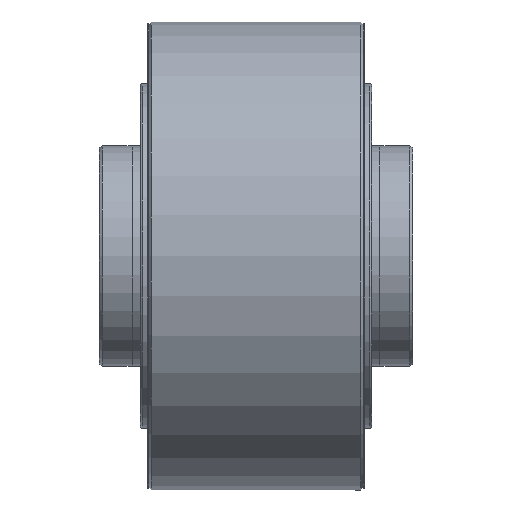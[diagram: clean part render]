
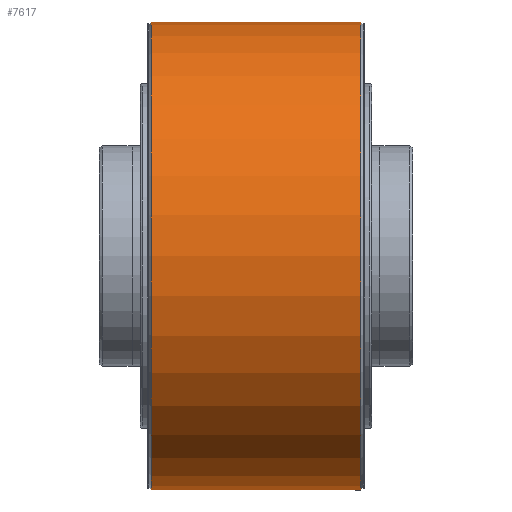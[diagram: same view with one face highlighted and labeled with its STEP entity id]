
A CAD part, top view. The second image highlights one B-rep face of the part: STEP entity #7617.
In plain terms, the highlighted cylindrical face has radius 85 mm (diameter 170 mm), a partial arc.
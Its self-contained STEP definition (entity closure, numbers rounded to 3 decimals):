
#6856=CARTESIAN_POINT('',(-38.,0.,0.));
#6857=DIRECTION('',(1.,0.,0.));
#6858=DIRECTION('',(0.,1.,0.));
#6859=AXIS2_PLACEMENT_3D('',#6856,#6857,#6858);
#6861=CARTESIAN_POINT('',(-38.,0.,0.));
#6862=DIRECTION('',(1.,0.,0.));
#6863=DIRECTION('',(0.,0.,1.));
#6864=AXIS2_PLACEMENT_3D('',#6861,#6862,#6863);
#6884=DIRECTION('',(-1.,0.,0.));
#6885=VECTOR('',#6884,76.);
#6886=CARTESIAN_POINT('',(38.,85.,0.));
#6887=LINE('',#6886,#6885);
#7042=CARTESIAN_POINT('',(38.,0.,0.));
#7043=DIRECTION('',(-1.,0.,0.));
#7044=DIRECTION('',(0.,-1.,0.));
#7045=AXIS2_PLACEMENT_3D('',#7042,#7043,#7044);
#7047=CARTESIAN_POINT('',(38.,0.,0.));
#7048=DIRECTION('',(-1.,0.,0.));
#7049=DIRECTION('',(0.,0.,1.));
#7050=AXIS2_PLACEMENT_3D('',#7047,#7048,#7049);
#7056=DIRECTION('',(-1.,0.,0.));
#7057=VECTOR('',#7056,76.);
#7058=CARTESIAN_POINT('',(38.,-85.,0.));
#7059=LINE('',#7058,#7057);
#7332=CARTESIAN_POINT('',(38.,-85.,0.));
#7333=VERTEX_POINT('',#7332);
#7334=CARTESIAN_POINT('',(38.,0.,85.));
#7335=CARTESIAN_POINT('',(38.,85.,0.));
#7336=VERTEX_POINT('',#7334);
#7337=VERTEX_POINT('',#7335);
#7340=CARTESIAN_POINT('',(-38.,85.,0.));
#7341=VERTEX_POINT('',#7340);
#7344=CARTESIAN_POINT('',(-38.,-85.,0.));
#7345=VERTEX_POINT('',#7344);
#7346=CARTESIAN_POINT('',(-38.,0.,85.));
#7347=VERTEX_POINT('',#7346);
#7604=CARTESIAN_POINT('',(-39.,0.,0.));
#7605=DIRECTION('',(1.,0.,0.));
#7606=DIRECTION('',(0.,-1.,0.));
#7607=AXIS2_PLACEMENT_3D('',#7604,#7605,#7606);
#7608=CYLINDRICAL_SURFACE('',#7607,85.);
#7609=ORIENTED_EDGE('',*,*,#7598,.F.);
#7610=ORIENTED_EDGE('',*,*,#7596,.F.);
#7611=ORIENTED_EDGE('',*,*,#7481,.T.);
#7612=ORIENTED_EDGE('',*,*,#7445,.F.);
#7613=ORIENTED_EDGE('',*,*,#7443,.F.);
#7614=ORIENTED_EDGE('',*,*,#7477,.F.);
#7615=EDGE_LOOP('',(#7609,#7610,#7611,#7612,#7613,#7614));
#7616=FACE_OUTER_BOUND('',#7615,.F.);
#6860=CIRCLE('',#6859,85.);
#6865=CIRCLE('',#6864,85.);
#7046=CIRCLE('',#7045,85.);
#7051=CIRCLE('',#7050,85.);
#7443=EDGE_CURVE('',#7341,#7347,#6860,.T.);
#7445=EDGE_CURVE('',#7347,#7345,#6865,.T.);
#7477=EDGE_CURVE('',#7337,#7341,#6887,.T.);
#7481=EDGE_CURVE('',#7333,#7345,#7059,.T.);
#7596=EDGE_CURVE('',#7333,#7336,#7046,.T.);
#7598=EDGE_CURVE('',#7336,#7337,#7051,.T.);
#7617=ADVANCED_FACE('',(#7616),#7608,.T.);
